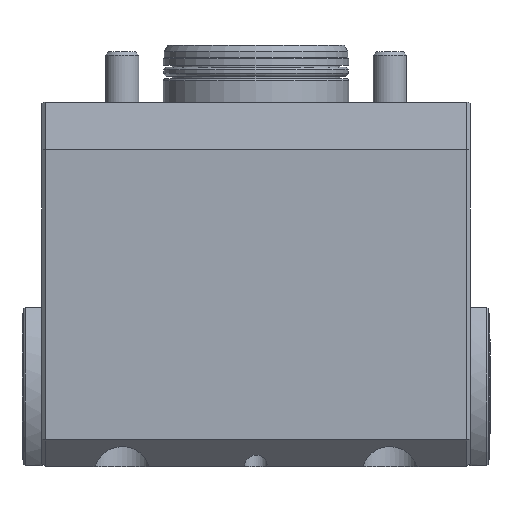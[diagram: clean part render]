
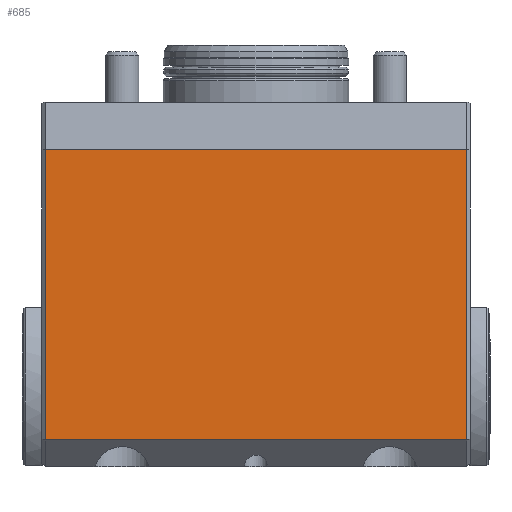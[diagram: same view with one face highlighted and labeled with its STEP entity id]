
A CAD part, front view. The second image highlights one B-rep face of the part: STEP entity #685.
In plain terms, the highlighted planar face has unit normal (0, -1, 0).
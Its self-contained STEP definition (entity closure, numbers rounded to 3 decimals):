
#99=LINE('',#4165,#218);
#132=LINE('',#4274,#251);
#133=LINE('',#4276,#252);
#134=LINE('',#4278,#253);
#218=VECTOR('',#2995,1.);
#251=VECTOR('',#3112,1.);
#252=VECTOR('',#3113,1.);
#253=VECTOR('',#3114,1.);
#685=ADVANCED_FACE('',(#856),#779,.F.);
#779=PLANE('',#2521);
#856=FACE_OUTER_BOUND('',#1070,.T.);
#1070=EDGE_LOOP('',(#1503,#1504,#1505,#1506));
#1503=ORIENTED_EDGE('',*,*,#2079,.F.);
#1504=ORIENTED_EDGE('',*,*,#2029,.T.);
#1505=ORIENTED_EDGE('',*,*,#2080,.T.);
#1506=ORIENTED_EDGE('',*,*,#2081,.T.);
#1797=VERTEX_POINT('',#4164);
#1798=VERTEX_POINT('',#4166);
#1832=VERTEX_POINT('',#4275);
#1833=VERTEX_POINT('',#4277);
#2029=EDGE_CURVE('',#1798,#1797,#99,.T.);
#2079=EDGE_CURVE('',#1798,#1832,#132,.T.);
#2080=EDGE_CURVE('',#1797,#1833,#133,.T.);
#2081=EDGE_CURVE('',#1833,#1832,#134,.T.);
#2521=AXIS2_PLACEMENT_3D('',#4279,#3115,#3116);
#2995=DIRECTION('',(0.,0.,-1.));
#3112=DIRECTION('',(1.,0.,0.));
#3113=DIRECTION('',(1.,0.,0.));
#3114=DIRECTION('',(0.,0.,1.));
#3115=DIRECTION('',(0.,1.,0.));
#3116=DIRECTION('',(1.,0.,0.));
#4164=CARTESIAN_POINT('',(-63.,-43.,-101.));
#4165=CARTESIAN_POINT('',(-63.,-43.,-101.));
#4166=CARTESIAN_POINT('',(-63.,-43.,-14.178));
#4274=CARTESIAN_POINT('',(-100.175,-43.,-14.178));
#4275=CARTESIAN_POINT('',(63.,-43.,-14.178));
#4276=CARTESIAN_POINT('',(-188.841,-43.,-101.));
#4277=CARTESIAN_POINT('',(63.,-43.,-101.));
#4278=CARTESIAN_POINT('',(63.,-43.,-14.178));
#4279=CARTESIAN_POINT('',(-64.,-43.,-109.));
